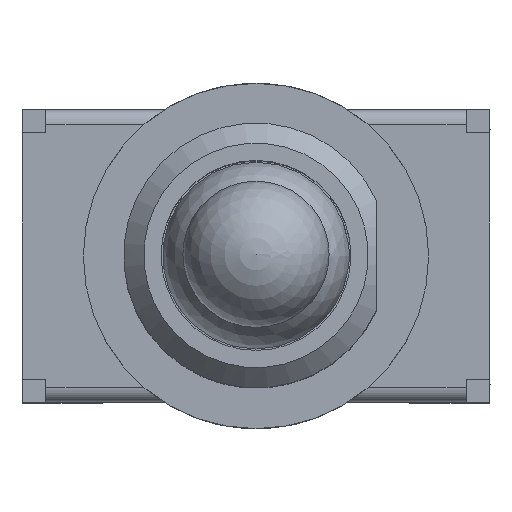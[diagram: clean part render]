
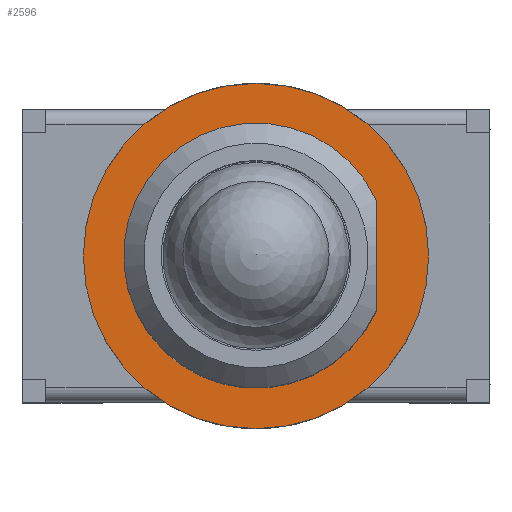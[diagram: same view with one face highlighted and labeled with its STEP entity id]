
A CAD part, top view. The second image highlights one B-rep face of the part: STEP entity #2596.
In plain terms, the highlighted planar face has unit normal (0, 0, 1).
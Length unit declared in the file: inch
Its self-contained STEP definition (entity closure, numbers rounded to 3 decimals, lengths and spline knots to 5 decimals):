
#23=FACE_BOUND('',#989,.T.);
#140=PLANE('',#2784);
#290=LINE('',#4482,#573);
#573=VECTOR('',#3123,0.3937);
#840=FACE_OUTER_BOUND('',#988,.T.);
#988=EDGE_LOOP('',(#2056));
#989=EDGE_LOOP('',(#2057,#2058));
#1102=CIRCLE('',#2783,0.09055);
#1103=CIRCLE('',#2785,0.11811);
#1230=VERTEX_POINT('',#4479);
#1231=VERTEX_POINT('',#4481);
#1234=VERTEX_POINT('',#4494);
#1526=EDGE_CURVE('',#1231,#1230,#290,.T.);
#1531=EDGE_CURVE('',#1230,#1231,#1102,.T.);
#1532=EDGE_CURVE('',#1234,#1234,#1103,.T.);
#2056=ORIENTED_EDGE('',*,*,#1532,.F.);
#2057=ORIENTED_EDGE('',*,*,#1526,.T.);
#2058=ORIENTED_EDGE('',*,*,#1531,.T.);
#2596=ADVANCED_FACE('',(#840,#23),#140,.F.);
#2783=AXIS2_PLACEMENT_3D('',#4492,#3136,#3137);
#2784=AXIS2_PLACEMENT_3D('',#4493,#3138,#3139);
#2785=AXIS2_PLACEMENT_3D('',#4495,#3140,#3141);
#3123=DIRECTION('',(0.,-1.,0.));
#3136=DIRECTION('center_axis',(0.,0.,
-1.));
#3137=DIRECTION('ref_axis',(-0.909,-0.417,0.));
#3138=DIRECTION('center_axis',(0.,0.,
-1.));
#3139=DIRECTION('ref_axis',(-1.,0.,0.));
#3140=DIRECTION('center_axis',(0.,0.,
-1.));
#3141=DIRECTION('ref_axis',(-1.,0.,0.));
#4479=CARTESIAN_POINT('',(0.08228,-0.0378,0.30866));
#4481=CARTESIAN_POINT('',(0.08228,0.0378,0.30866));
#4482=CARTESIAN_POINT('',(0.08228,0.0189,0.30866));
#4492=CARTESIAN_POINT('Origin',(0.,0.,
0.30866));
#4493=CARTESIAN_POINT('Origin',(0.,0.,
0.30866));
#4494=CARTESIAN_POINT('',(0.11811,0.,0.30866));
#4495=CARTESIAN_POINT('Origin',(0.,0.,
0.30866));
